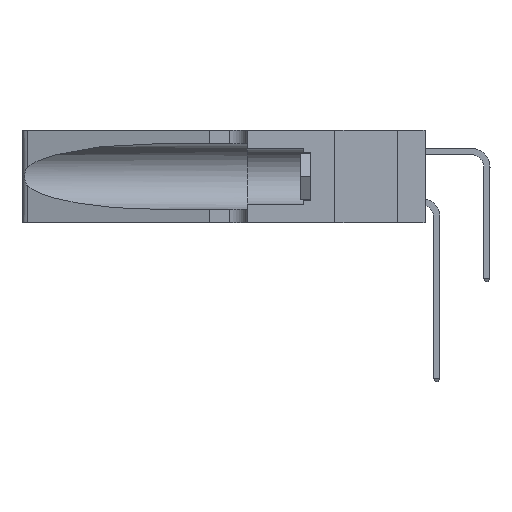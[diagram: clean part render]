
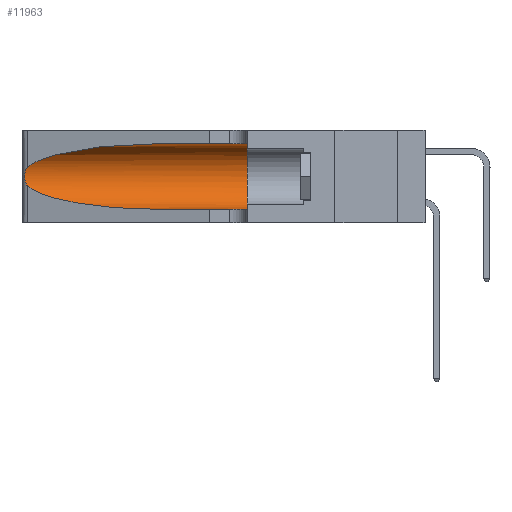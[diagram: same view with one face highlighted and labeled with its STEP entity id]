
A CAD part, left-side view. The second image highlights one B-rep face of the part: STEP entity #11963.
In plain terms, the highlighted cylindrical face has radius 3.308 mm (diameter 6.617 mm), a partial arc.
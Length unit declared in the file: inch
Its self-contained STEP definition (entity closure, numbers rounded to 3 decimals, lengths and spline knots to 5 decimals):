
#600 = ORIENTED_EDGE ( 'NONE', *, *, #3191, .T. ) ;
#833 = EDGE_CURVE ( 'NONE', #14757, #25199, #29150, .T. ) ;
#2821 = VERTEX_POINT ( 'NONE', #20819 ) ;
#3032 = ORIENTED_EDGE ( 'NONE', *, *, #7097, .F. ) ;
#3111 = FACE_OUTER_BOUND ( 'NONE', #23100, .T. ) ;
#3191 = EDGE_CURVE ( 'NONE', #2821, #14757, #29457, .T. ) ;
#3528 = DIRECTION ( 'NONE',  ( 0., 0., -1. ) ) ;
#3637 = DIRECTION ( 'NONE',  ( 0., -1., 0. ) ) ;
#3887 = CARTESIAN_POINT ( 'NONE',  ( 0.25789, 1.23486, 0.15765 ) ) ;
#4726 =( BOUNDED_CURVE ( )  B_SPLINE_CURVE ( 3, ( #7976, #10507, #13055, #12737 ),
 .UNSPECIFIED., .F., .T. ) 
 B_SPLINE_CURVE_WITH_KNOTS ( ( 4, 4 ),
 ( 1.5708, 2.84003 ),
 .UNSPECIFIED. ) 
 CURVE ( )  GEOMETRIC_REPRESENTATION_ITEM ( )  RATIONAL_B_SPLINE_CURVE ( ( 1., 0.87, 0.87, 1. ) ) 
 REPRESENTATION_ITEM ( '' )  );
#5763 = AXIS2_PLACEMENT_3D ( 'NONE', #15790, #5907, #3528 ) ;
#5907 = DIRECTION ( 'NONE',  ( 0., -1., 0. ) ) ;
#6036 = DIRECTION ( 'NONE',  ( 0., 0., 1. ) ) ;
#7097 = EDGE_CURVE ( 'NONE', #11165, #25199, #11785, .T. ) ;
#7611 = VECTOR ( 'NONE', #3637, 39.37008 ) ;
#7816 = ORIENTED_EDGE ( 'NONE', *, *, #28525, .F. ) ;
#7976 = CARTESIAN_POINT ( 'NONE',  ( 0.1305, 0.72297, 0.31525 ) ) ;
#8401 = ORIENTED_EDGE ( 'NONE', *, *, #18222, .T. ) ;
#9984 = B_SPLINE_CURVE_WITH_KNOTS ( 'NONE', 3,
 ( #10905, #11208, #25813, #11111, #21083, #20771, #16147, #13565, #30756, #13451, #3887, #18519, #30650, #15834 ),
 .UNSPECIFIED., .F., .F.,
 ( 4, 2, 2, 2, 2, 2, 4 ),
 ( 0., 0.00027, 0.00053, 0.00107, 0.0016, 0.00187, 0.00214 ),
 .UNSPECIFIED. ) ;
#10507 = CARTESIAN_POINT ( 'NONE',  ( 0.18966, 0.96281, 0.31525 ) ) ;
#10905 = CARTESIAN_POINT ( 'NONE',  ( 0.25487, 1.22718, 0.22369 ) ) ;
#11111 = CARTESIAN_POINT ( 'NONE',  ( 0.25787, 1.23484, 0.2124 ) ) ;
#11165 = VERTEX_POINT ( 'NONE', #24197 ) ;
#11208 = CARTESIAN_POINT ( 'NONE',  ( 0.25555, 1.22994, 0.2215 ) ) ;
#11785 = CIRCLE ( 'NONE', #26967, 0.13025 ) ;
#11963 = ADVANCED_FACE ( 'NONE', ( #3111 ), #24934, .F. ) ;
#12700 = VERTEX_POINT ( 'NONE', #23356 ) ;
#12737 = CARTESIAN_POINT ( 'NONE',  ( 0.25487, 1.22718, 0.22369 ) ) ;
#13055 = CARTESIAN_POINT ( 'NONE',  ( 0.2373, 1.15595, 0.28018 ) ) ;
#13451 = CARTESIAN_POINT ( 'NONE',  ( 0.25856, 1.23593, 0.16098 ) ) ;
#13565 = CARTESIAN_POINT ( 'NONE',  ( 0.26075, 1.23896, 0.178 ) ) ;
#13921 = ORIENTED_EDGE ( 'NONE', *, *, #833, .T. ) ;
#14757 = VERTEX_POINT ( 'NONE', #31099 ) ;
#15790 = CARTESIAN_POINT ( 'NONE',  ( 0.1305, 1.61858, 0.185 ) ) ;
#15834 = CARTESIAN_POINT ( 'NONE',  ( 0.25487, 1.22718, 0.14631 ) ) ;
#16019 = DIRECTION ( 'NONE',  ( 0., 1., 0. ) ) ;
#16147 = CARTESIAN_POINT ( 'NONE',  ( 0.26075, 1.23896, 0.19203 ) ) ;
#17076 = CARTESIAN_POINT ( 'NONE',  ( 0.25487, 1.22718, 0.14631 ) ) ;
#17186 = CARTESIAN_POINT ( 'NONE',  ( 0.2373, 1.15595, 0.08982 ) ) ;
#17356 = ORIENTED_EDGE ( 'NONE', *, *, #21602, .T. ) ;
#18053 = CARTESIAN_POINT ( 'NONE',  ( 0.1305, 1.61858, 0.31525 ) ) ;
#18222 = EDGE_CURVE ( 'NONE', #12700, #29735, #4726, .T. ) ;
#18519 = CARTESIAN_POINT ( 'NONE',  ( 0.25639, 1.23186, 0.15144 ) ) ;
#19760 = CARTESIAN_POINT ( 'NONE',  ( 0.18966, 0.96281, 0.05475 ) ) ;
#20192 = LINE ( 'NONE', #18053, #7611 ) ;
#20771 = CARTESIAN_POINT ( 'NONE',  ( 0.26018, 1.23835, 0.19895 ) ) ;
#20819 = CARTESIAN_POINT ( 'NONE',  ( 0.25487, 1.22718, 0.14631 ) ) ;
#21083 = CARTESIAN_POINT ( 'NONE',  ( 0.25854, 1.2359, 0.20912 ) ) ;
#21602 = EDGE_CURVE ( 'NONE', #29735, #2821, #9984, .T. ) ;
#22603 = CARTESIAN_POINT ( 'NONE',  ( 0.25487, 1.22718, 0.22369 ) ) ;
#22614 = VECTOR ( 'NONE', #27359, 39.37008 ) ;
#23100 = EDGE_LOOP ( 'NONE', ( #8401, #17356, #600, #13921, #3032, #7816 ) ) ;
#23356 = CARTESIAN_POINT ( 'NONE',  ( 0.1305, 0.72297, 0.31525 ) ) ;
#23405 = CARTESIAN_POINT ( 'NONE',  ( 0.1305, 0.35, 0.185 ) ) ;
#24197 = CARTESIAN_POINT ( 'NONE',  ( 0.1305, 0.35, 0.31525 ) ) ;
#24754 = CARTESIAN_POINT ( 'NONE',  ( 0.1305, 0.35, 0.05475 ) ) ;
#24934 = CYLINDRICAL_SURFACE ( 'NONE', #5763, 0.13025 ) ;
#25199 = VERTEX_POINT ( 'NONE', #24754 ) ;
#25813 = CARTESIAN_POINT ( 'NONE',  ( 0.25639, 1.23184, 0.21858 ) ) ;
#26967 = AXIS2_PLACEMENT_3D ( 'NONE', #23405, #16019, #6036 ) ;
#27359 = DIRECTION ( 'NONE',  ( 0., -1., 0. ) ) ;
#28525 = EDGE_CURVE ( 'NONE', #12700, #11165, #20192, .T. ) ;
#29150 = LINE ( 'NONE', #29852, #22614 ) ;
#29441 = CARTESIAN_POINT ( 'NONE',  ( 0.1305, 0.72297, 0.05475 ) ) ;
#29457 =( BOUNDED_CURVE ( )  B_SPLINE_CURVE ( 3, ( #17076, #17186, #19760, #29441 ),
 .UNSPECIFIED., .F., .T. ) 
 B_SPLINE_CURVE_WITH_KNOTS ( ( 4, 4 ),
 ( 3.44316, 4.71239 ),
 .UNSPECIFIED. ) 
 CURVE ( )  GEOMETRIC_REPRESENTATION_ITEM ( )  RATIONAL_B_SPLINE_CURVE ( ( 1., 0.87, 0.87, 1. ) ) 
 REPRESENTATION_ITEM ( '' )  );
#29735 = VERTEX_POINT ( 'NONE', #22603 ) ;
#29852 = CARTESIAN_POINT ( 'NONE',  ( 0.1305, 1.61858, 0.05475 ) ) ;
#30650 = CARTESIAN_POINT ( 'NONE',  ( 0.25555, 1.22993, 0.14849 ) ) ;
#30756 = CARTESIAN_POINT ( 'NONE',  ( 0.26017, 1.23833, 0.17102 ) ) ;
#31099 = CARTESIAN_POINT ( 'NONE',  ( 0.1305, 0.72297, 0.05475 ) ) ;
